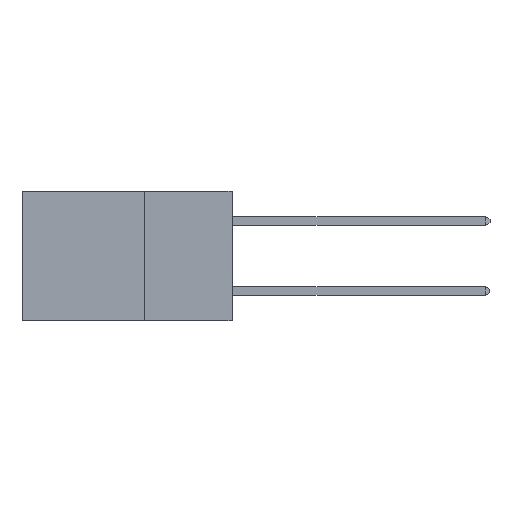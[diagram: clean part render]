
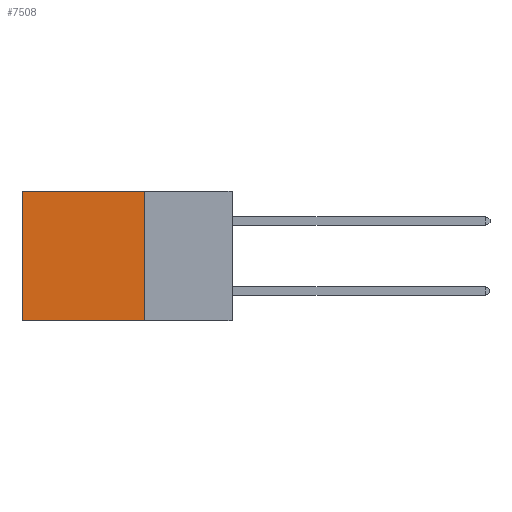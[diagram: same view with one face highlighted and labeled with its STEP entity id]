
A CAD part, left-side view. The second image highlights one B-rep face of the part: STEP entity #7508.
In plain terms, the highlighted planar face has unit normal (-1, 0, 0).
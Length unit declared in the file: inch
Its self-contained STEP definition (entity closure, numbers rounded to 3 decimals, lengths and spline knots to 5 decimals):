
#51 = VECTOR ( 'NONE', #7978, 39.37008 ) ;
#91 = ORIENTED_EDGE ( 'NONE', *, *, #11075, .F. ) ;
#120 = FACE_OUTER_BOUND ( 'NONE', #10492, .T. ) ;
#211 = LINE ( 'NONE', #1857, #12574 ) ;
#406 = ORIENTED_EDGE ( 'NONE', *, *, #13046, .F. ) ;
#479 = ORIENTED_EDGE ( 'NONE', *, *, #2374, .T. ) ;
#549 = CARTESIAN_POINT ( 'NONE',  ( 0.2875, 0.25, -0.37 ) ) ;
#703 = VECTOR ( 'NONE', #11765, 39.37008 ) ;
#1283 = VERTEX_POINT ( 'NONE', #13695 ) ;
#1857 = CARTESIAN_POINT ( 'NONE',  ( 0.2875, 0.25, -0.37 ) ) ;
#2064 = DIRECTION ( 'NONE',  ( 1., 0., 0. ) ) ;
#2202 = CARTESIAN_POINT ( 'NONE',  ( 0.2875, 0.25, 0. ) ) ;
#2374 = EDGE_CURVE ( 'NONE', #1283, #3695, #12561, .T. ) ;
#3695 = VERTEX_POINT ( 'NONE', #8583 ) ;
#4252 = DIRECTION ( 'NONE',  ( 0., 1., 0. ) ) ;
#7508 = ADVANCED_FACE ( 'NONE', ( #120 ), #15135, .F. ) ;
#7800 = LINE ( 'NONE', #2202, #703 ) ;
#7978 = DIRECTION ( 'NONE',  ( 0., 0., -1. ) ) ;
#8583 = CARTESIAN_POINT ( 'NONE',  ( 0.2875, 0.6, 0. ) ) ;
#9146 = CARTESIAN_POINT ( 'NONE',  ( 0.2875, 0.25, 0. ) ) ;
#9337 = VECTOR ( 'NONE', #9735, 39.37008 ) ;
#9513 = CARTESIAN_POINT ( 'NONE',  ( 0.2875, 0.6, -0.37 ) ) ;
#9735 = DIRECTION ( 'NONE',  ( 0., 1., 0. ) ) ;
#10415 = DIRECTION ( 'NONE',  ( 0., 0., -1. ) ) ;
#10473 = CARTESIAN_POINT ( 'NONE',  ( 0.2875, 0.25, 0. ) ) ;
#10489 = EDGE_CURVE ( 'NONE', #3695, #11339, #12774, .T. ) ;
#10492 = EDGE_LOOP ( 'NONE', ( #13800, #91, #406, #479 ) ) ;
#11075 = EDGE_CURVE ( 'NONE', #14694, #11339, #211, .T. ) ;
#11339 = VERTEX_POINT ( 'NONE', #9513 ) ;
#11765 = DIRECTION ( 'NONE',  ( 0., 0., -1. ) ) ;
#11900 = AXIS2_PLACEMENT_3D ( 'NONE', #9146, #2064, #10415 ) ;
#12561 = LINE ( 'NONE', #10473, #9337 ) ;
#12574 = VECTOR ( 'NONE', #4252, 39.37008 ) ;
#12774 = LINE ( 'NONE', #13938, #51 ) ;
#13046 = EDGE_CURVE ( 'NONE', #1283, #14694, #7800, .T. ) ;
#13695 = CARTESIAN_POINT ( 'NONE',  ( 0.2875, 0.25, 0. ) ) ;
#13800 = ORIENTED_EDGE ( 'NONE', *, *, #10489, .T. ) ;
#13938 = CARTESIAN_POINT ( 'NONE',  ( 0.2875, 0.6, 0. ) ) ;
#14694 = VERTEX_POINT ( 'NONE', #549 ) ;
#15135 = PLANE ( 'NONE',  #11900 ) ;
